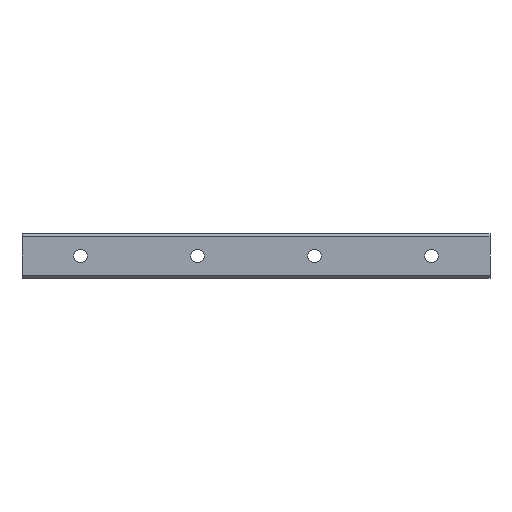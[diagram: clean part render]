
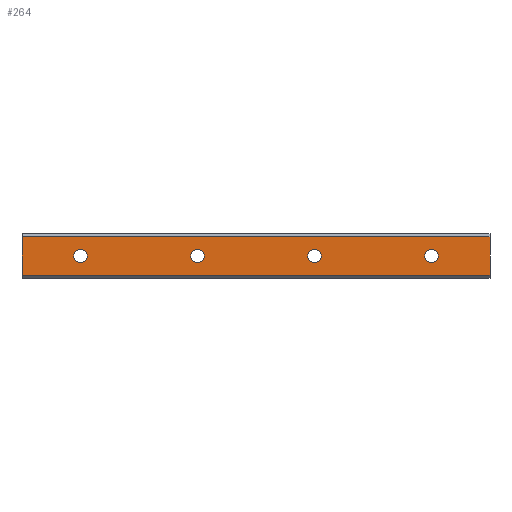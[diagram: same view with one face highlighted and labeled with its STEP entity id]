
A CAD part, front view. The second image highlights one B-rep face of the part: STEP entity #264.
In plain terms, the highlighted planar face has unit normal (0, -1, 0).
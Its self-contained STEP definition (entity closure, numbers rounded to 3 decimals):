
#49 = AXIS2_PLACEMENT_3D ( 'NONE', #812, #819, #239 ) ;
#52 = DIRECTION ( 'NONE',  ( 0., 0., 1. ) ) ;
#60 = ORIENTED_EDGE ( 'NONE', *, *, #884, .F. ) ;
#75 = FACE_BOUND ( 'NONE', #905, .T. ) ;
#86 = CARTESIAN_POINT ( 'NONE',  ( 0., 0., 0. ) ) ;
#115 = VECTOR ( 'NONE', #399, 1000. ) ;
#117 = CIRCLE ( 'NONE', #291, 3.5 ) ;
#138 = AXIS2_PLACEMENT_3D ( 'NONE', #835, #1308, #370 ) ;
#150 = DIRECTION ( 'NONE',  ( 0., 0., 1. ) ) ;
#157 = CARTESIAN_POINT ( 'NONE',  ( 120., 0., 0. ) ) ;
#171 = ORIENTED_EDGE ( 'NONE', *, *, #1467, .F. ) ;
#190 = EDGE_CURVE ( 'NONE', #418, #1473, #257, .T. ) ;
#191 = FACE_BOUND ( 'NONE', #265, .T. ) ;
#198 = ORIENTED_EDGE ( 'NONE', *, *, #792, .F. ) ;
#209 = DIRECTION ( 'NONE',  ( 0., 0., 1. ) ) ;
#216 = EDGE_CURVE ( 'NONE', #809, #1375, #1223, .T. ) ;
#239 = DIRECTION ( 'NONE',  ( 0., 0., 1. ) ) ;
#257 = CIRCLE ( 'NONE', #635, 3.5 ) ;
#261 = VECTOR ( 'NONE', #1010, 1000. ) ;
#264 = ADVANCED_FACE ( 'NONE', ( #1012, #1000, #1359, #75, #191 ), #532, .F. ) ;
#265 = EDGE_LOOP ( 'NONE', ( #1198, #1086 ) ) ;
#267 = VERTEX_POINT ( 'NONE', #1239 ) ;
#283 = CARTESIAN_POINT ( 'NONE',  ( 60., 0., 0. ) ) ;
#291 = AXIS2_PLACEMENT_3D ( 'NONE', #157, #293, #150 ) ;
#293 = DIRECTION ( 'NONE',  ( 0., -1., 0. ) ) ;
#364 = CARTESIAN_POINT ( 'NONE',  ( 210., 0., 9.9 ) ) ;
#368 = VERTEX_POINT ( 'NONE', #662 ) ;
#370 = DIRECTION ( 'NONE',  ( 0., 0., 1. ) ) ;
#390 = CARTESIAN_POINT ( 'NONE',  ( 180., 0., 0. ) ) ;
#399 = DIRECTION ( 'NONE',  ( 0., 0., 1. ) ) ;
#418 = VERTEX_POINT ( 'NONE', #919 ) ;
#420 = ORIENTED_EDGE ( 'NONE', *, *, #190, .F. ) ;
#453 = ORIENTED_EDGE ( 'NONE', *, *, #1315, .F. ) ;
#454 = DIRECTION ( 'NONE',  ( 0., -1., 0. ) ) ;
#475 = ORIENTED_EDGE ( 'NONE', *, *, #1085, .F. ) ;
#478 = CARTESIAN_POINT ( 'NONE',  ( 210., 0., -9.9 ) ) ;
#515 = AXIS2_PLACEMENT_3D ( 'NONE', #656, #1026, #545 ) ;
#519 = EDGE_CURVE ( 'NONE', #908, #368, #1203, .T. ) ;
#523 = ORIENTED_EDGE ( 'NONE', *, *, #519, .F. ) ;
#524 = CARTESIAN_POINT ( 'NONE',  ( -30., 0., 9.9 ) ) ;
#526 = CARTESIAN_POINT ( 'NONE',  ( 210., 0., 9.9 ) ) ;
#528 = ORIENTED_EDGE ( 'NONE', *, *, #590, .F. ) ;
#532 = PLANE ( 'NONE',  #1004 ) ;
#545 = DIRECTION ( 'NONE',  ( 0., 0., 1. ) ) ;
#546 = ORIENTED_EDGE ( 'NONE', *, *, #802, .F. ) ;
#559 = DIRECTION ( 'NONE',  ( 0., 0., 1. ) ) ;
#590 = EDGE_CURVE ( 'NONE', #368, #908, #901, .T. ) ;
#605 = DIRECTION ( 'NONE',  ( 1., 0., 0. ) ) ;
#614 = VECTOR ( 'NONE', #1109, 1000. ) ;
#619 = CARTESIAN_POINT ( 'NONE',  ( 120., 0., -3.5 ) ) ;
#635 = AXIS2_PLACEMENT_3D ( 'NONE', #390, #961, #52 ) ;
#636 = AXIS2_PLACEMENT_3D ( 'NONE', #283, #454, #209 ) ;
#655 = VERTEX_POINT ( 'NONE', #478 ) ;
#656 = CARTESIAN_POINT ( 'NONE',  ( 60., 0., 0. ) ) ;
#659 = VECTOR ( 'NONE', #605, 1000. ) ;
#662 = CARTESIAN_POINT ( 'NONE',  ( 0., 0., -3.5 ) ) ;
#673 = DIRECTION ( 'NONE',  ( 0., 0., 1. ) ) ;
#679 = DIRECTION ( 'NONE',  ( 0., -1., 0. ) ) ;
#718 = EDGE_CURVE ( 'NONE', #267, #1218, #1301, .T. ) ;
#723 = ORIENTED_EDGE ( 'NONE', *, *, #216, .F. ) ;
#747 = CARTESIAN_POINT ( 'NONE',  ( 210., 0., -9.9 ) ) ;
#792 = EDGE_CURVE ( 'NONE', #1375, #655, #916, .T. ) ;
#802 = EDGE_CURVE ( 'NONE', #655, #1230, #1504, .T. ) ;
#807 = DIRECTION ( 'NONE',  ( 0., 0., 1. ) ) ;
#809 = VERTEX_POINT ( 'NONE', #524 ) ;
#812 = CARTESIAN_POINT ( 'NONE',  ( 180., 0., 0. ) ) ;
#819 = DIRECTION ( 'NONE',  ( 0., -1., 0. ) ) ;
#835 = CARTESIAN_POINT ( 'NONE',  ( 0., 0., 0. ) ) ;
#869 = CARTESIAN_POINT ( 'NONE',  ( 180., 0., -3.5 ) ) ;
#884 = EDGE_CURVE ( 'NONE', #978, #1068, #1476, .T. ) ;
#893 = CARTESIAN_POINT ( 'NONE',  ( 60., 0., -3.5 ) ) ;
#901 = CIRCLE ( 'NONE', #138, 3.5 ) ;
#905 = EDGE_LOOP ( 'NONE', ( #60, #475 ) ) ;
#908 = VERTEX_POINT ( 'NONE', #1067 ) ;
#909 = CARTESIAN_POINT ( 'NONE',  ( 210., 0., 9.9 ) ) ;
#916 = LINE ( 'NONE', #909, #614 ) ;
#919 = CARTESIAN_POINT ( 'NONE',  ( 180., 0., 3.5 ) ) ;
#961 = DIRECTION ( 'NONE',  ( 0., -1., 0. ) ) ;
#978 = VERTEX_POINT ( 'NONE', #1114 ) ;
#987 = CARTESIAN_POINT ( 'NONE',  ( -30., 0., 9.9 ) ) ;
#995 = EDGE_LOOP ( 'NONE', ( #546, #198, #723, #171 ) ) ;
#1000 = FACE_BOUND ( 'NONE', #1013, .T. ) ;
#1004 = AXIS2_PLACEMENT_3D ( 'NONE', #1234, #1378, #673 ) ;
#1010 = DIRECTION ( 'NONE',  ( -1., 0., 0. ) ) ;
#1012 = FACE_OUTER_BOUND ( 'NONE', #995, .T. ) ;
#1013 = EDGE_LOOP ( 'NONE', ( #523, #528 ) ) ;
#1026 = DIRECTION ( 'NONE',  ( 0., -1., 0. ) ) ;
#1035 = CARTESIAN_POINT ( 'NONE',  ( -30., 0., -9.9 ) ) ;
#1067 = CARTESIAN_POINT ( 'NONE',  ( 0., 0., 3.5 ) ) ;
#1068 = VERTEX_POINT ( 'NONE', #619 ) ;
#1085 = EDGE_CURVE ( 'NONE', #1068, #978, #117, .T. ) ;
#1086 = ORIENTED_EDGE ( 'NONE', *, *, #1157, .F. ) ;
#1109 = DIRECTION ( 'NONE',  ( 0., 0., -1. ) ) ;
#1114 = CARTESIAN_POINT ( 'NONE',  ( 120., 0., 3.5 ) ) ;
#1157 = EDGE_CURVE ( 'NONE', #1218, #267, #1179, .T. ) ;
#1179 = CIRCLE ( 'NONE', #515, 3.5 ) ;
#1198 = ORIENTED_EDGE ( 'NONE', *, *, #718, .F. ) ;
#1203 = CIRCLE ( 'NONE', #1423, 3.5 ) ;
#1217 = LINE ( 'NONE', #987, #115 ) ;
#1218 = VERTEX_POINT ( 'NONE', #893 ) ;
#1223 = LINE ( 'NONE', #364, #659 ) ;
#1230 = VERTEX_POINT ( 'NONE', #1035 ) ;
#1234 = CARTESIAN_POINT ( 'NONE',  ( 210., 0., 9.9 ) ) ;
#1239 = CARTESIAN_POINT ( 'NONE',  ( 60., 0., 3.5 ) ) ;
#1285 = EDGE_LOOP ( 'NONE', ( #420, #453 ) ) ;
#1290 = DIRECTION ( 'NONE',  ( 0., -1., 0. ) ) ;
#1301 = CIRCLE ( 'NONE', #636, 3.5 ) ;
#1307 = CARTESIAN_POINT ( 'NONE',  ( 120., 0., 0. ) ) ;
#1308 = DIRECTION ( 'NONE',  ( 0., -1., 0. ) ) ;
#1315 = EDGE_CURVE ( 'NONE', #1473, #418, #1451, .T. ) ;
#1359 = FACE_BOUND ( 'NONE', #1285, .T. ) ;
#1375 = VERTEX_POINT ( 'NONE', #526 ) ;
#1378 = DIRECTION ( 'NONE',  ( 0., 1., 0. ) ) ;
#1423 = AXIS2_PLACEMENT_3D ( 'NONE', #86, #679, #559 ) ;
#1451 = CIRCLE ( 'NONE', #49, 3.5 ) ;
#1467 = EDGE_CURVE ( 'NONE', #1230, #809, #1217, .T. ) ;
#1473 = VERTEX_POINT ( 'NONE', #869 ) ;
#1476 = CIRCLE ( 'NONE', #1523, 3.5 ) ;
#1504 = LINE ( 'NONE', #747, #261 ) ;
#1523 = AXIS2_PLACEMENT_3D ( 'NONE', #1307, #1290, #807 ) ;
